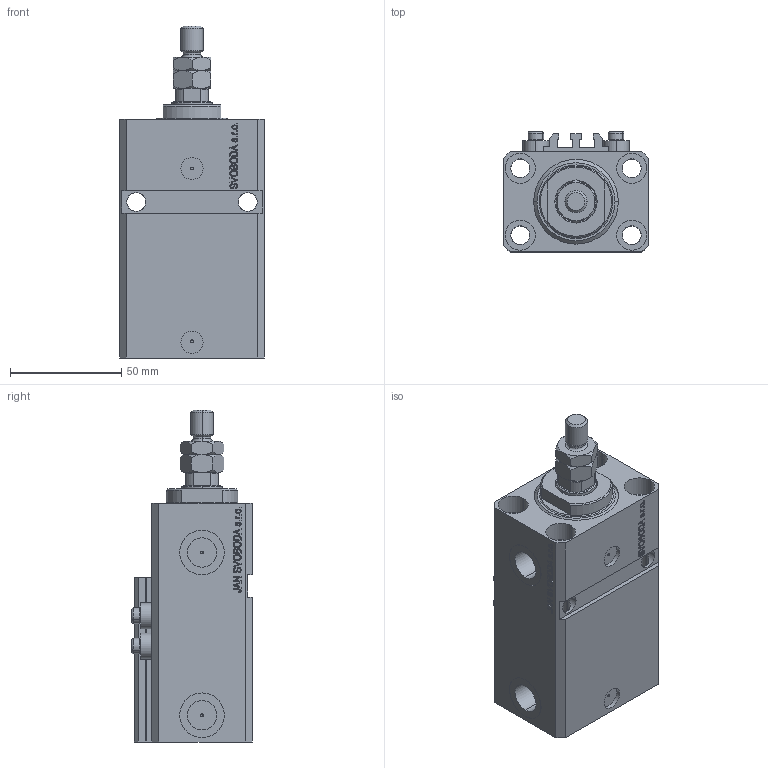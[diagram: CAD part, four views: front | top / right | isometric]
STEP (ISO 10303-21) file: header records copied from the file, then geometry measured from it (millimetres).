
FILE_DESCRIPTION (( 'STEP AP203' ), '1' );
FILE_NAME ('62f5.STEP', '2022-04-09T17:24:33', ( '' ), ( '' ), 'SwSTEP 2.0', 'SolidWorks 2019', '' );
FILE_SCHEMA (( 'CONFIG_CONTROL_DESIGN' ));
Length unit declared in the file: millimetre
Products named in the file (6): V250CE_C_VCP 78fc26ae90e00aa2114a760c654facd5; 62f5; V250CE_VC_E 78fc26ae90e00aa2114a760c654facd5; ALLEN BOLT V250CE 78fc26ae90e00aa2114a760c654facd5; MTA 78fc26ae90e00aa2114a760c654facd5; V250CE_E_Body 78fc26ae90e00aa2114a760c654facd5
Assembly tree (8 placements, depth 2):
  62f5
    V250CE_E_Body 78fc26ae90e00aa2114a760c654facd5
    ALLEN BOLT V250CE 78fc26ae90e00aa2114a760c654facd5  x4
    V250CE_C_VCP 78fc26ae90e00aa2114a760c654facd5
    V250CE_VC_E 78fc26ae90e00aa2114a760c654facd5
    MTA 78fc26ae90e00aa2114a760c654facd5
Bounding box: 65 x 54 x 148.9 mm (x, y, z)
Volume: 277737.3 mm3; surface area: 80810.2 mm2
Topology: 9 solids, 9 shells, 1132 faces, 2811 edges, 1814 vertices
Faces by surface type: plane 530, bspline 360, cylinder 142, cone 84, torus 16
Entity records: 49280 total; most frequent: CARTESIAN_POINT 25674, ORIENTED_EDGE 5312, DIRECTION 3522, EDGE_CURVE 2656, VERTEX_POINT 1730, LINE 1554, VECTOR 1554, EDGE_LOOP 1198
